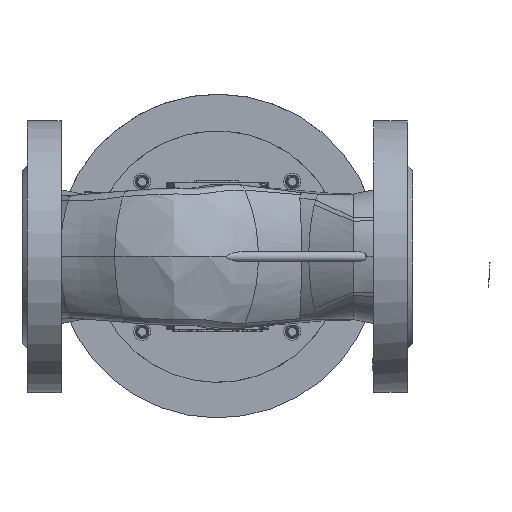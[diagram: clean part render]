
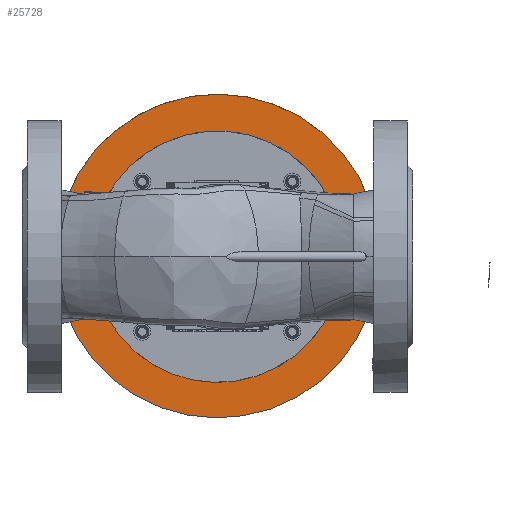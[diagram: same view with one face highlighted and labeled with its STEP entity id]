
A CAD part, front view. The second image highlights one B-rep face of the part: STEP entity #25728.
In plain terms, the highlighted planar face has unit normal (0.001, -1, -0.002).
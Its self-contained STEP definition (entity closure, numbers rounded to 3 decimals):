
#1100=CIRCLE('',#27617,95.298);
#2729=FACE_OUTER_BOUND('',#4223,.T.);
#4223=EDGE_LOOP('',(#18891));
#10836=VERTEX_POINT('',#87041);
#13850=EDGE_CURVE('',#10836,#10836,#1100,.T.);
#18891=ORIENTED_EDGE('',*,*,#13850,.T.);
#24553=PLANE('',#27618);
#25728=ADVANCED_FACE('',(#2729),#24553,.T.);
#27617=AXIS2_PLACEMENT_3D('',#87043,#31190,#31191);
#27618=AXIS2_PLACEMENT_3D('',#87044,#31192,#31193);
#31190=DIRECTION('center_axis',(0.001,-1.,
-0.002));
#31191=DIRECTION('ref_axis',(-1.,-0.001,0.012));
#31192=DIRECTION('center_axis',(0.001,-1.,
-0.002));
#31193=DIRECTION('ref_axis',(0.012,-0.002,1.));
#87041=CARTESIAN_POINT('',(6148.967,6428.226,-0.746));
#87043=CARTESIAN_POINT('Origin',(6053.676,6428.171,0.384));
#87044=CARTESIAN_POINT('Origin',(6053.676,6428.171,0.384));
